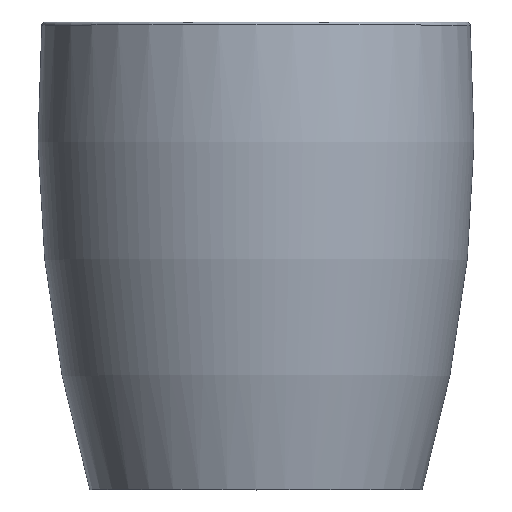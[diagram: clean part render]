
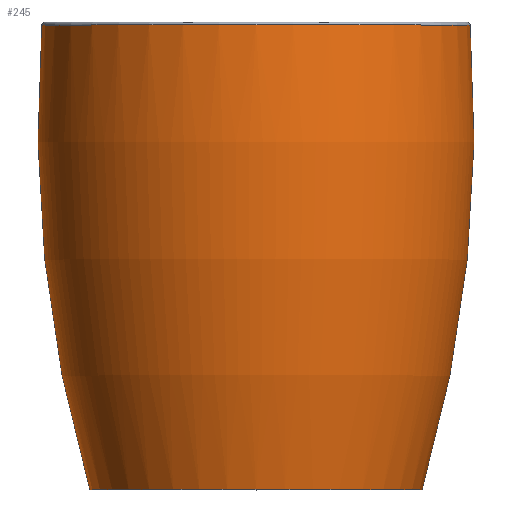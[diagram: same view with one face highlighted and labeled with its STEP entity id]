
A CAD part, top view. The second image highlights one B-rep face of the part: STEP entity #245.
In plain terms, the highlighted toroidal (fillet/blend) face has major radius 1040.44 mm and minor radius 1250.44 mm.
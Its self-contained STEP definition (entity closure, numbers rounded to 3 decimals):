
#45 = DIRECTION ( 'NONE',  ( 0., 1., 0. ) ) ;
#46 = DIRECTION ( 'NONE',  ( 0., 0., 1. ) ) ;
#80 = CIRCLE ( 'NONE', #503, 1250.438 ) ;
#84 = CARTESIAN_POINT ( 'NONE',  ( -160., 0., 0. ) ) ;
#96 = CARTESIAN_POINT ( 'NONE',  ( 0., 447.233, 0. ) ) ;
#116 = FACE_OUTER_BOUND ( 'NONE', #139, .T. ) ;
#127 = VERTEX_POINT ( 'NONE', #194 ) ;
#139 = EDGE_LOOP ( 'NONE', ( #502, #649, #388, #574 ) ) ;
#162 = VERTEX_POINT ( 'NONE', #84 ) ;
#187 = EDGE_CURVE ( 'NONE', #162, #248, #433, .T. ) ;
#194 = CARTESIAN_POINT ( 'NONE',  ( -206.219, 447.233, 0. ) ) ;
#206 = AXIS2_PLACEMENT_3D ( 'NONE', #665, #682, #532 ) ;
#245 = ADVANCED_FACE ( 'NONE', ( #116 ), #395, .T. ) ;
#248 = VERTEX_POINT ( 'NONE', #526 ) ;
#251 = DIRECTION ( 'NONE',  ( 1., 0., 0. ) ) ;
#275 = CIRCLE ( 'NONE', #617, 206.219 ) ;
#314 = CARTESIAN_POINT ( 'NONE',  ( 0., 350.063, 0. ) ) ;
#333 = AXIS2_PLACEMENT_3D ( 'NONE', #646, #46, #251 ) ;
#334 = CARTESIAN_POINT ( 'NONE',  ( 1040.438, 350.063, 0. ) ) ;
#376 = EDGE_CURVE ( 'NONE', #162, #127, #80, .T. ) ;
#388 = ORIENTED_EDGE ( 'NONE', *, *, #398, .F. ) ;
#395 = TOROIDAL_SURFACE ( 'NONE', #470, -1040.438, 1250.438 ) ;
#398 = EDGE_CURVE ( 'NONE', #127, #403, #275, .T. ) ;
#403 = VERTEX_POINT ( 'NONE', #428 ) ;
#428 = CARTESIAN_POINT ( 'NONE',  ( 206.219, 447.233, 0. ) ) ;
#433 = CIRCLE ( 'NONE', #206, 160. ) ;
#470 = AXIS2_PLACEMENT_3D ( 'NONE', #314, #517, #584 ) ;
#502 = ORIENTED_EDGE ( 'NONE', *, *, #187, .T. ) ;
#503 = AXIS2_PLACEMENT_3D ( 'NONE', #334, #596, #608 ) ;
#517 = DIRECTION ( 'NONE',  ( 0., 1., 0. ) ) ;
#526 = CARTESIAN_POINT ( 'NONE',  ( 160., 0., 0. ) ) ;
#532 = DIRECTION ( 'NONE',  ( -1., 0., 0. ) ) ;
#565 = CIRCLE ( 'NONE', #333, 1250.438 ) ;
#574 = ORIENTED_EDGE ( 'NONE', *, *, #376, .F. ) ;
#584 = DIRECTION ( 'NONE',  ( -1., 0., 0. ) ) ;
#596 = DIRECTION ( 'NONE',  ( 0., 0., -1. ) ) ;
#605 = DIRECTION ( 'NONE',  ( -1., 0., 0. ) ) ;
#608 = DIRECTION ( 'NONE',  ( -1., 0., 0. ) ) ;
#617 = AXIS2_PLACEMENT_3D ( 'NONE', #96, #45, #605 ) ;
#646 = CARTESIAN_POINT ( 'NONE',  ( -1040.438, 350.063, 0. ) ) ;
#649 = ORIENTED_EDGE ( 'NONE', *, *, #699, .T. ) ;
#665 = CARTESIAN_POINT ( 'NONE',  ( 0., 0., 0. ) ) ;
#682 = DIRECTION ( 'NONE',  ( 0., 1., 0. ) ) ;
#699 = EDGE_CURVE ( 'NONE', #248, #403, #565, .T. ) ;
